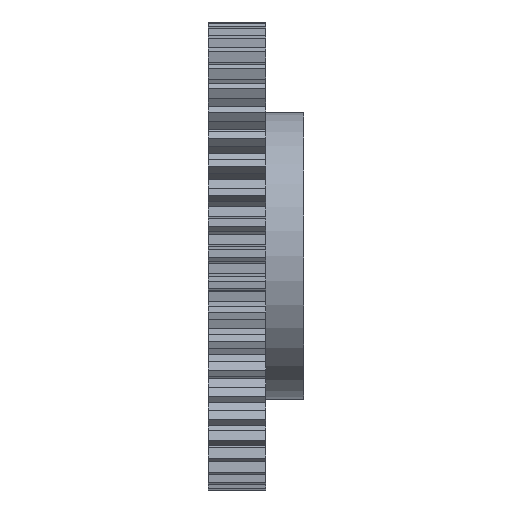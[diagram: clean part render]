
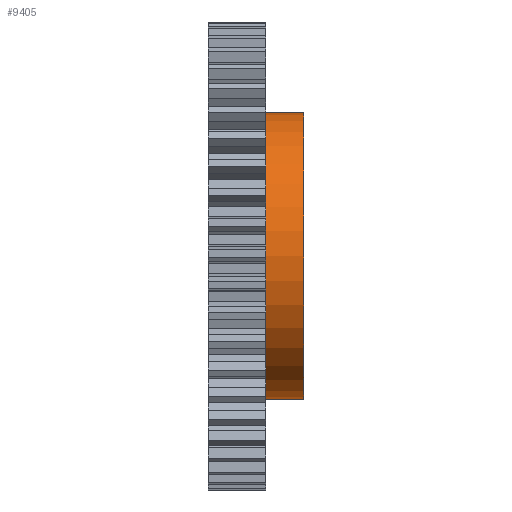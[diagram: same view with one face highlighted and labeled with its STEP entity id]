
A CAD part, front view. The second image highlights one B-rep face of the part: STEP entity #9405.
In plain terms, the highlighted cylindrical face has radius 15 mm (diameter 30 mm), a full revolution.
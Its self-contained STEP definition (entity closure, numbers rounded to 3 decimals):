
#2310 = EDGE_CURVE('',#2311,#2311,#2313,.T.);
#2311 = VERTEX_POINT('',#2312);
#2312 = CARTESIAN_POINT('',(119.154,101.957,
    145.161));
#2313 = CIRCLE('',#2314,15.);
#2314 = AXIS2_PLACEMENT_3D('',#2315,#2316,#2317);
#2315 = CARTESIAN_POINT('',(119.154,86.957,
    145.161));
#2316 = DIRECTION('',(1.,0.,0.));
#2317 = DIRECTION('',(0.,1.,0.));
#9405 = ADVANCED_FACE('',(#9406),#9425,.T.);
#9406 = FACE_BOUND('',#9407,.F.);
#9407 = EDGE_LOOP('',(#9408,#9416,#9423,#9424));
#9408 = ORIENTED_EDGE('',*,*,#9409,.T.);
#9409 = EDGE_CURVE('',#2311,#9410,#9412,.T.);
#9410 = VERTEX_POINT('',#9411);
#9411 = CARTESIAN_POINT('',(123.154,101.957,
    145.161));
#9412 = LINE('',#9413,#9414);
#9413 = CARTESIAN_POINT('',(119.154,101.957,
    145.161));
#9414 = VECTOR('',#9415,1.);
#9415 = DIRECTION('',(1.,0.,0.));
#9416 = ORIENTED_EDGE('',*,*,#9417,.T.);
#9417 = EDGE_CURVE('',#9410,#9410,#9418,.T.);
#9418 = CIRCLE('',#9419,15.);
#9419 = AXIS2_PLACEMENT_3D('',#9420,#9421,#9422);
#9420 = CARTESIAN_POINT('',(123.154,86.957,
    145.161));
#9421 = DIRECTION('',(1.,0.,0.));
#9422 = DIRECTION('',(0.,1.,0.));
#9423 = ORIENTED_EDGE('',*,*,#9409,.F.);
#9424 = ORIENTED_EDGE('',*,*,#2310,.F.);
#9425 = CYLINDRICAL_SURFACE('',#9426,15.);
#9426 = AXIS2_PLACEMENT_3D('',#9427,#9428,#9429);
#9427 = CARTESIAN_POINT('',(119.154,86.957,
    145.161));
#9428 = DIRECTION('',(-1.,-0.,-0.));
#9429 = DIRECTION('',(0.,1.,0.));
